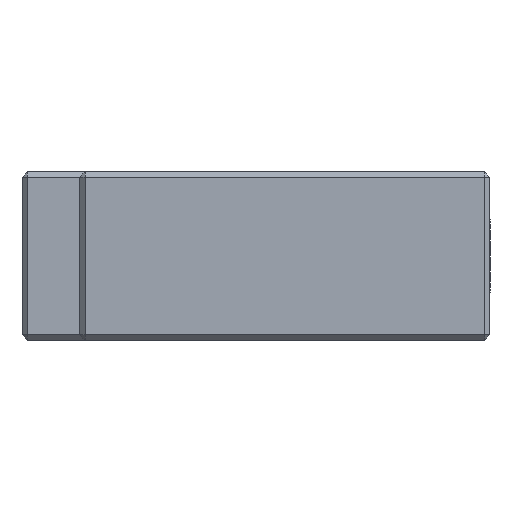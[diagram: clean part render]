
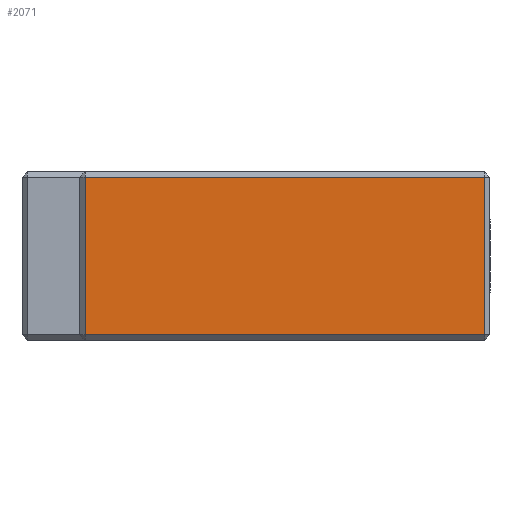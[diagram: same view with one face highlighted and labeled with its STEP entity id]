
A CAD part, left-side view. The second image highlights one B-rep face of the part: STEP entity #2071.
In plain terms, the highlighted planar face has unit normal (-1, 0, 0).
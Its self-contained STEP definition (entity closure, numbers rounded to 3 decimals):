
#48 = DIRECTION ( 'NONE',  ( 0., 1., 0. ) ) ;
#52 = CARTESIAN_POINT ( 'NONE',  ( -64., 1., 0. ) ) ;
#716 = VECTOR ( 'NONE', #5311, 1000. ) ;
#744 = PLANE ( 'NONE',  #1131 ) ;
#814 = CARTESIAN_POINT ( 'NONE',  ( -64., 1., -15. ) ) ;
#990 = LINE ( 'NONE', #2119, #716 ) ;
#1033 = EDGE_CURVE ( 'NONE', #2060, #4934, #5429, .T. ) ;
#1131 = AXIS2_PLACEMENT_3D ( 'NONE', #3465, #3936, #1197 ) ;
#1197 = DIRECTION ( 'NONE',  ( 0., 1., 0. ) ) ;
#1415 = CARTESIAN_POINT ( 'NONE',  ( -64., 39., -15. ) ) ;
#1551 = FACE_OUTER_BOUND ( 'NONE', #2607, .T. ) ;
#1920 = VECTOR ( 'NONE', #2758, 1000. ) ;
#2060 = VERTEX_POINT ( 'NONE', #5290 ) ;
#2071 = ADVANCED_FACE ( 'NONE', ( #1551 ), #744, .F. ) ;
#2093 = ORIENTED_EDGE ( 'NONE', *, *, #5470, .F. ) ;
#2119 = CARTESIAN_POINT ( 'NONE',  ( -64., 39., 15. ) ) ;
#2607 = EDGE_LOOP ( 'NONE', ( #3855, #3396, #5463, #2093 ) ) ;
#2665 = VECTOR ( 'NONE', #48, 1000. ) ;
#2758 = DIRECTION ( 'NONE',  ( 0., 0., -1. ) ) ;
#3003 = EDGE_CURVE ( 'NONE', #5278, #3742, #5140, .T. ) ;
#3230 = CARTESIAN_POINT ( 'NONE',  ( -64., 77., 15. ) ) ;
#3300 = EDGE_CURVE ( 'NONE', #4934, #5278, #990, .T. ) ;
#3396 = ORIENTED_EDGE ( 'NONE', *, *, #3300, .F. ) ;
#3465 = CARTESIAN_POINT ( 'NONE',  ( -64., 1., -15. ) ) ;
#3728 = LINE ( 'NONE', #1415, #2665 ) ;
#3742 = VERTEX_POINT ( 'NONE', #814 ) ;
#3855 = ORIENTED_EDGE ( 'NONE', *, *, #3003, .F. ) ;
#3936 = DIRECTION ( 'NONE',  ( 1., 0., 0. ) ) ;
#4427 = CARTESIAN_POINT ( 'NONE',  ( -64., 1., 15. ) ) ;
#4696 = CARTESIAN_POINT ( 'NONE',  ( -64., 77., 0. ) ) ;
#4934 = VERTEX_POINT ( 'NONE', #3230 ) ;
#5129 = VECTOR ( 'NONE', #5229, 1000. ) ;
#5140 = LINE ( 'NONE', #52, #1920 ) ;
#5229 = DIRECTION ( 'NONE',  ( 0., 0., 1. ) ) ;
#5278 = VERTEX_POINT ( 'NONE', #4427 ) ;
#5290 = CARTESIAN_POINT ( 'NONE',  ( -64., 77., -15. ) ) ;
#5311 = DIRECTION ( 'NONE',  ( 0., -1., 0. ) ) ;
#5429 = LINE ( 'NONE', #4696, #5129 ) ;
#5463 = ORIENTED_EDGE ( 'NONE', *, *, #1033, .F. ) ;
#5470 = EDGE_CURVE ( 'NONE', #3742, #2060, #3728, .T. ) ;
